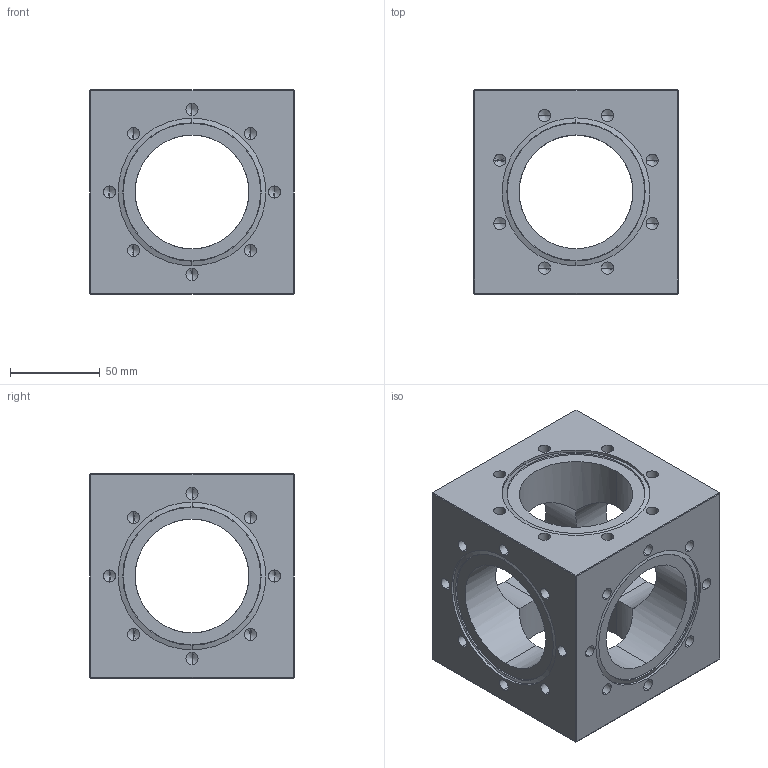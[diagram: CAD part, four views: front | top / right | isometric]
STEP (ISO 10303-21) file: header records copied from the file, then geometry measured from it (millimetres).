
FILE_DESCRIPTION (( 'STEP AP214' ), '1' );
FILE_NAME ('Hositrad_CU63-Cube.STEP', '2013-12-13T14:06:01', ( '' ), ( '' ), 'SwSTEP 2.0', 'SolidWorks 2013', '' );
FILE_SCHEMA (( 'AUTOMOTIVE_DESIGN' ));
Length unit declared in the file: millimetre
Products named in the file (1): Hositrad_CU63-Cube
Bounding box: 114 x 114 x 114 mm (x, y, z)
Volume: 715642.6 mm3; surface area: 111393 mm2
Topology: 1 solids, 1 shells, 288 faces, 688 edges, 348 vertices
Faces by surface type: cylinder 136, cone 120, plane 32
Entity records: 8790 total; most frequent: DIRECTION 1386, CARTESIAN_POINT 1337, ORIENTED_EDGE 1184, EDGE_CURVE 592, AXIS2_PLACEMENT_3D 541, VERTEX_POINT 348, EDGE_LOOP 348, VECTOR 304
